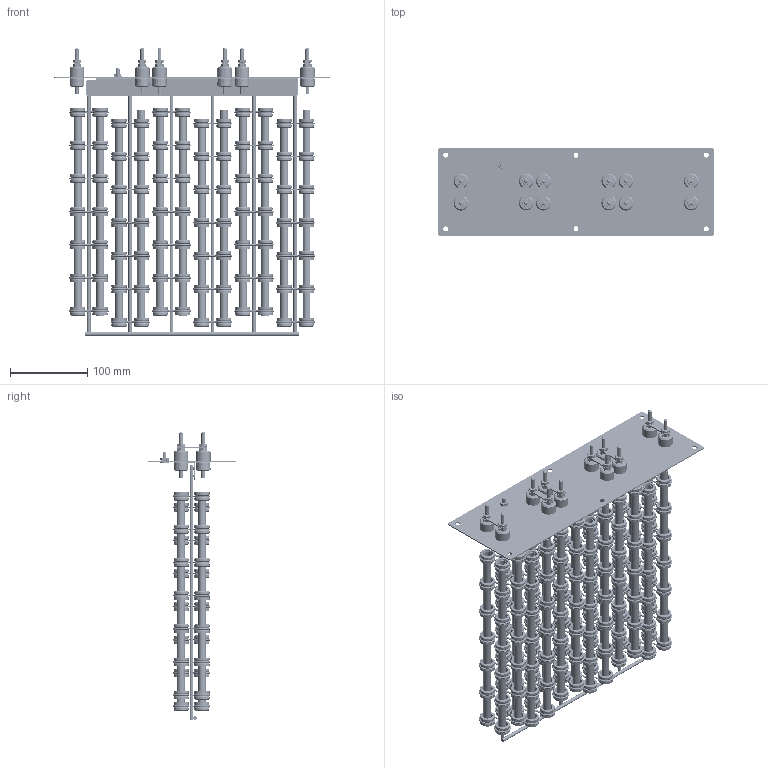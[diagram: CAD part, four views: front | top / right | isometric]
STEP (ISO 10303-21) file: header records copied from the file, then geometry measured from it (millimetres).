
FILE_DESCRIPTION(/* description */ ('Alibre Inc.'),/* implementation_level */ '2;1');
FILE_NAME(/* name */ 'export0',/* time_stamp */ '2015-11-16T13:51:39-05:00',/* author */ (''),/* organization */ (''),/* preprocessor_version */ 'ST-DEVELOPER v14',/* originating_system */ 'Alibre',/* authorisation */ '');
FILE_SCHEMA (('AUTOMOTIVE_DESIGN'));
Products named in the file (24): CER600
Bounding box: 355.6 x 114.3 x 371.53 mm (x, y, z)
Volume: 662857.4 mm3; surface area: 898370.9 mm2
Topology: 371 solids, 371 shells, 6573 faces, 14138 edges, 8394 vertices
Faces by surface type: cylinder 2279, plane 1781, cone 1565, torus 948
Full cylindrical faces by diameter (mm): 2.032 x420, 3.175 x12, 3.302 x24, 3.962 x25, 4.445 x12, 4.762 x1, 4.763 x6, 4.826 x13, 4.953 x13, 5.08 x24, 5.334 x1, 5.537 x12, 6.348 x6, 8.936 x24, 10.16 x24, 11.049 x12, 11.176 x1, 11.43 x168, 19.05 x12, 19.355 x336
Entity records: 15833 total; most frequent: CARTESIAN_POINT 4230, DIRECTION 2296, ORIENTED_EDGE 2070, EDGE_CURVE 1035, AXIS2_PLACEMENT_3D 997, VERTEX_POINT 718, EDGE_LOOP 665, FACE_BOUND 665
